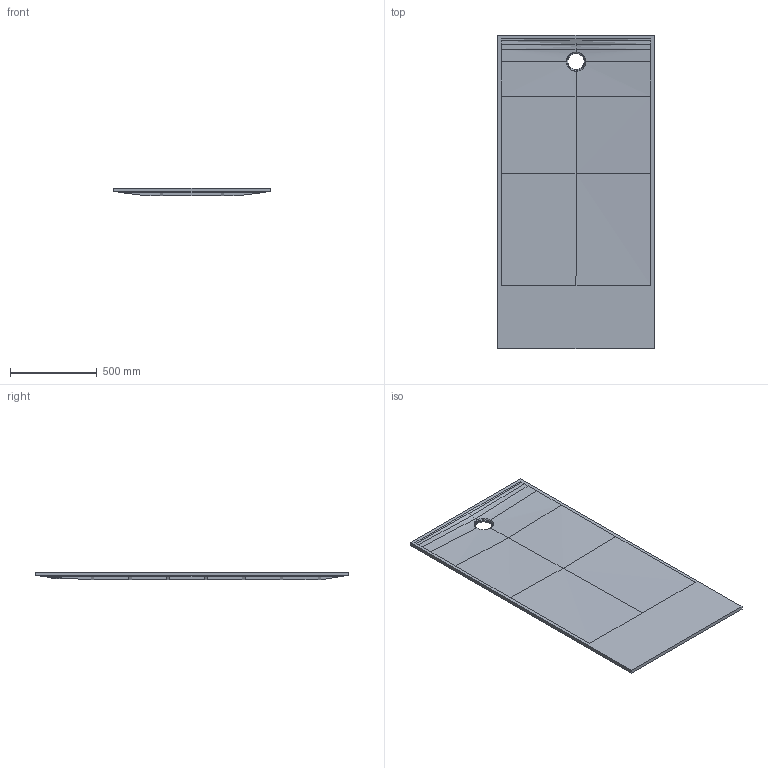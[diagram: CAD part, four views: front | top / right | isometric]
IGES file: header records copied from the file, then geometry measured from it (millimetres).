
Global section: file name: 154279; native system: Autodesk Inventor 2023; preprocessor: unknown; author: JANAN; date: 20230414.131959; units: millimetre
Bounding box: 900 x 1800 x 45 mm (x, y, z)
Volume: 24778539.5 mm3; surface area: 3849535.9 mm2
Topology: 1 solids, 1 shells, 200 faces, 556 edges, 366 vertices
Faces by surface type: bspline 200
